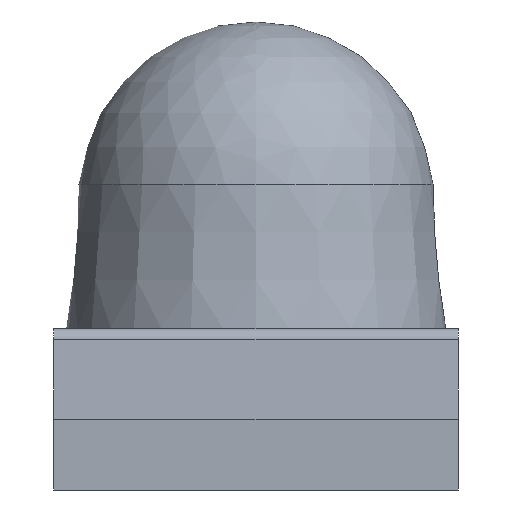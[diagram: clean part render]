
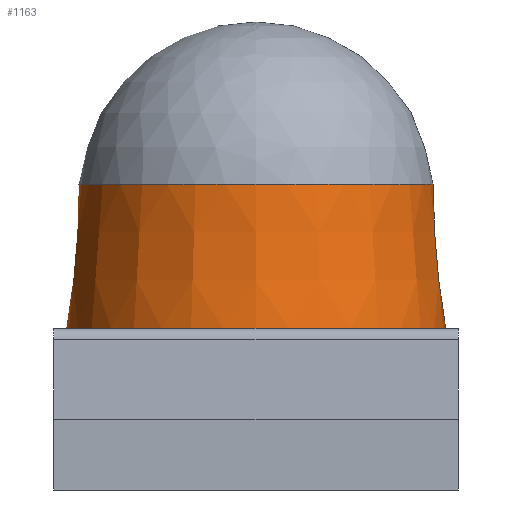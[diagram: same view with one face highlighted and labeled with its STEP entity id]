
A CAD part, left-side view. The second image highlights one B-rep face of the part: STEP entity #1163.
In plain terms, the highlighted conical face has half-angle 5 degrees and reference radius 0.75 mm.
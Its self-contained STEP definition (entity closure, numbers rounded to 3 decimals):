
#19=CONICAL_SURFACE('',#1291,0.75,0.087);
#40=CIRCLE('',#1284,0.75);
#45=CIRCLE('',#1292,0.7);
#349=ORIENTED_EDGE('',*,*,#513,.T.);
#350=ORIENTED_EDGE('',*,*,#504,.T.);
#504=EDGE_CURVE('',#612,#612,#40,.T.);
#513=EDGE_CURVE('',#617,#617,#45,.T.);
#612=VERTEX_POINT('',#1896);
#617=VERTEX_POINT('',#1913);
#973=EDGE_LOOP('',(#349));
#974=EDGE_LOOP('',(#350));
#1041=FACE_BOUND('',#973,.T.);
#1042=FACE_BOUND('',#974,.T.);
#1163=ADVANCED_FACE('',(#1041,#1042),#19,.T.);
#1284=AXIS2_PLACEMENT_3D('',#1895,#1563,#1564);
#1291=AXIS2_PLACEMENT_3D('',#1911,#1581,#1582);
#1292=AXIS2_PLACEMENT_3D('',#1912,#1583,#1584);
#1563=DIRECTION('',(0.,0.,1.));
#1564=DIRECTION('',(1.,0.,0.));
#1581=DIRECTION('',(0.,0.,-1.));
#1582=DIRECTION('',(-1.,0.,0.));
#1583=DIRECTION('',(0.,0.,-1.));
#1584=DIRECTION('',(-1.,0.,0.));
#1895=CARTESIAN_POINT('',(0.,0.,0.64));
#1896=CARTESIAN_POINT('',(0.75,0.,0.64));
#1911=CARTESIAN_POINT('',(0.,0.,0.64));
#1912=CARTESIAN_POINT('',(0.,0.,1.208));
#1913=CARTESIAN_POINT('',(-0.7,0.,1.208));
